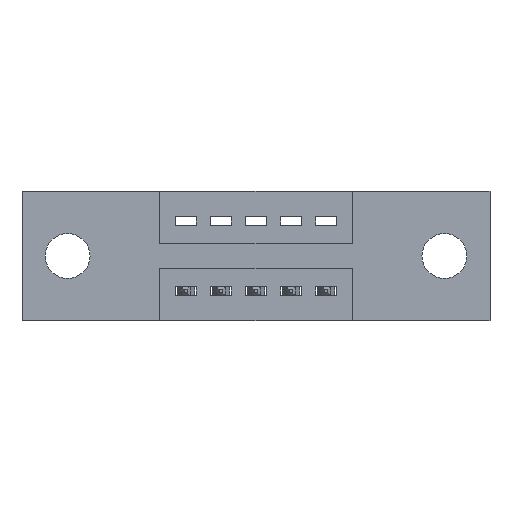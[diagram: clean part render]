
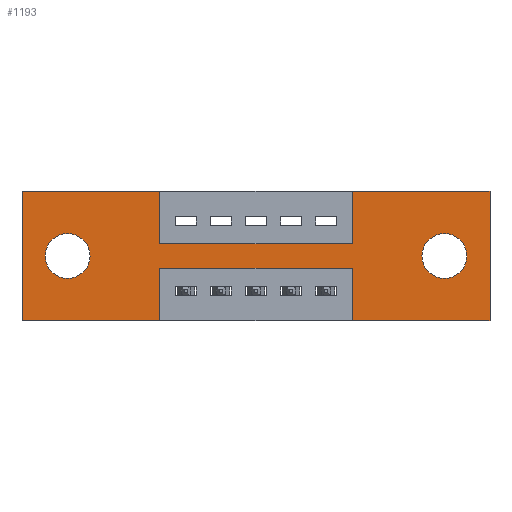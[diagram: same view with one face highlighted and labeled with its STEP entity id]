
A CAD part, front view. The second image highlights one B-rep face of the part: STEP entity #1193.
In plain terms, the highlighted planar face has unit normal (0, -1, 0).
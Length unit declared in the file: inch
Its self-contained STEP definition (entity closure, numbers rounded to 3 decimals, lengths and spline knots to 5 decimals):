
#168 = CARTESIAN_POINT ( 'NONE',  ( 1.335, 0., -0.37 ) ) ;
#214 = ORIENTED_EDGE ( 'NONE', *, *, #4609, .F. ) ;
#225 = CARTESIAN_POINT ( 'NONE',  ( 0.3925, 0., -0.22 ) ) ;
#233 = CARTESIAN_POINT ( 'NONE',  ( 0.13, 0., -0.121 ) ) ;
#304 = DIRECTION ( 'NONE',  ( 0., 0., -1. ) ) ;
#366 = CIRCLE ( 'NONE', #4462, 0.064 ) ;
#419 = CARTESIAN_POINT ( 'NONE',  ( 0.3925, 0., -0.37 ) ) ;
#453 = CARTESIAN_POINT ( 'NONE',  ( 0.13, 0., -0.185 ) ) ;
#511 = VECTOR ( 'NONE', #8364, 39.37008 ) ;
#513 = EDGE_CURVE ( 'NONE', #6008, #7836, #1724, .T. ) ;
#521 = VERTEX_POINT ( 'NONE', #8652 ) ;
#622 = ORIENTED_EDGE ( 'NONE', *, *, #7377, .F. ) ;
#922 = CARTESIAN_POINT ( 'NONE',  ( 1.205, 0., -0.249 ) ) ;
#1036 = CARTESIAN_POINT ( 'NONE',  ( 0., 0., -0.37 ) ) ;
#1089 = DIRECTION ( 'NONE',  ( 1., 0., 0. ) ) ;
#1193 = ADVANCED_FACE ( 'NONE', ( #2780, #6593, #4360 ), #4484, .T. ) ;
#1256 = VECTOR ( 'NONE', #7070, 39.37008 ) ;
#1259 = LINE ( 'NONE', #7284, #3165 ) ;
#1372 = VECTOR ( 'NONE', #5134, 39.37008 ) ;
#1444 = VERTEX_POINT ( 'NONE', #168 ) ;
#1494 = LINE ( 'NONE', #5507, #5096 ) ;
#1500 = EDGE_LOOP ( 'NONE', ( #214, #3415, #6380, #6365, #622, #4033, #3073, #7241, #8172, #1811, #2417, #6099 ) ) ;
#1521 = AXIS2_PLACEMENT_3D ( 'NONE', #2782, #3407, #3319 ) ;
#1570 = VERTEX_POINT ( 'NONE', #3991 ) ;
#1644 = CIRCLE ( 'NONE', #1521, 0.064 ) ;
#1676 = EDGE_LOOP ( 'NONE', ( #7981, #4393 ) ) ;
#1719 = VERTEX_POINT ( 'NONE', #8004 ) ;
#1724 = CIRCLE ( 'NONE', #7688, 0.064 ) ;
#1811 = ORIENTED_EDGE ( 'NONE', *, *, #8550, .F. ) ;
#1859 = CARTESIAN_POINT ( 'NONE',  ( 0.3925, 0., -0.15 ) ) ;
#1865 = DIRECTION ( 'NONE',  ( 0., 1., 0. ) ) ;
#1955 = VERTEX_POINT ( 'NONE', #922 ) ;
#1981 = DIRECTION ( 'NONE',  ( 0., 1., 0. ) ) ;
#1996 = EDGE_CURVE ( 'NONE', #1444, #1719, #4017, .T. ) ;
#2023 = EDGE_CURVE ( 'NONE', #3435, #4292, #7645, .T. ) ;
#2058 = CARTESIAN_POINT ( 'NONE',  ( 0.9425, 0., 0. ) ) ;
#2329 = DIRECTION ( 'NONE',  ( -1., 0., 0. ) ) ;
#2344 = CARTESIAN_POINT ( 'NONE',  ( 1.205, 0., -0.185 ) ) ;
#2363 = EDGE_CURVE ( 'NONE', #4292, #6330, #1259, .T. ) ;
#2417 = ORIENTED_EDGE ( 'NONE', *, *, #8157, .F. ) ;
#2424 = CARTESIAN_POINT ( 'NONE',  ( 0., 0., -0.37 ) ) ;
#2517 = DIRECTION ( 'NONE',  ( 0., 0., 1. ) ) ;
#2780 = FACE_BOUND ( 'NONE', #8419, .T. ) ;
#2782 = CARTESIAN_POINT ( 'NONE',  ( 0.13, 0., -0.185 ) ) ;
#3032 = VECTOR ( 'NONE', #2517, 39.37008 ) ;
#3073 = ORIENTED_EDGE ( 'NONE', *, *, #2023, .F. ) ;
#3092 = CARTESIAN_POINT ( 'NONE',  ( 0.3925, 0., 0. ) ) ;
#3158 = DIRECTION ( 'NONE',  ( 1., 0., 0. ) ) ;
#3165 = VECTOR ( 'NONE', #3158, 39.37008 ) ;
#3266 = LINE ( 'NONE', #6529, #6142 ) ;
#3269 = VERTEX_POINT ( 'NONE', #8218 ) ;
#3319 = DIRECTION ( 'NONE',  ( 0., 0., 1. ) ) ;
#3359 = LINE ( 'NONE', #6312, #6564 ) ;
#3407 = DIRECTION ( 'NONE',  ( 0., 1., 0. ) ) ;
#3415 = ORIENTED_EDGE ( 'NONE', *, *, #8613, .F. ) ;
#3435 = VERTEX_POINT ( 'NONE', #6075 ) ;
#3797 = CARTESIAN_POINT ( 'NONE',  ( 0.9425, 0., -0.37 ) ) ;
#3806 = CARTESIAN_POINT ( 'NONE',  ( 0.3925, 0., -0.15 ) ) ;
#3855 = VERTEX_POINT ( 'NONE', #5065 ) ;
#3991 = CARTESIAN_POINT ( 'NONE',  ( 0., 0., 0. ) ) ;
#4017 = LINE ( 'NONE', #1036, #4247 ) ;
#4025 = EDGE_CURVE ( 'NONE', #1719, #521, #6641, .T. ) ;
#4033 = ORIENTED_EDGE ( 'NONE', *, *, #2363, .F. ) ;
#4059 = CARTESIAN_POINT ( 'NONE',  ( 0.13, 0., -0.249 ) ) ;
#4113 = LINE ( 'NONE', #5625, #511 ) ;
#4229 = CIRCLE ( 'NONE', #7121, 0.064 ) ;
#4247 = VECTOR ( 'NONE', #2329, 39.37008 ) ;
#4292 = VERTEX_POINT ( 'NONE', #2058 ) ;
#4299 = VECTOR ( 'NONE', #5480, 39.37008 ) ;
#4360 = FACE_OUTER_BOUND ( 'NONE', #1500, .T. ) ;
#4393 = ORIENTED_EDGE ( 'NONE', *, *, #5299, .T. ) ;
#4441 = CARTESIAN_POINT ( 'NONE',  ( 1.335, 0., 0. ) ) ;
#4462 = AXIS2_PLACEMENT_3D ( 'NONE', #8662, #1981, #6706 ) ;
#4481 = DIRECTION ( 'NONE',  ( -1., 0., 0. ) ) ;
#4484 = PLANE ( 'NONE',  #5705 ) ;
#4609 = EDGE_CURVE ( 'NONE', #3269, #8318, #7159, .T. ) ;
#4626 = ORIENTED_EDGE ( 'NONE', *, *, #4713, .T. ) ;
#4713 = EDGE_CURVE ( 'NONE', #3855, #1955, #366, .T. ) ;
#4726 = CARTESIAN_POINT ( 'NONE',  ( 0.3925, 0., -0.37 ) ) ;
#5065 = CARTESIAN_POINT ( 'NONE',  ( 1.205, 0., -0.121 ) ) ;
#5096 = VECTOR ( 'NONE', #6899, 39.37008 ) ;
#5134 = DIRECTION ( 'NONE',  ( 0., 0., 1. ) ) ;
#5171 = DIRECTION ( 'NONE',  ( 0., -1., 0. ) ) ;
#5299 = EDGE_CURVE ( 'NONE', #7836, #6008, #1644, .T. ) ;
#5383 = VECTOR ( 'NONE', #6403, 39.37008 ) ;
#5480 = DIRECTION ( 'NONE',  ( 0., 0., -1. ) ) ;
#5507 = CARTESIAN_POINT ( 'NONE',  ( 1.335, 0., 0. ) ) ;
#5625 = CARTESIAN_POINT ( 'NONE',  ( 0., 0., 0. ) ) ;
#5697 = VERTEX_POINT ( 'NONE', #7478 ) ;
#5705 = AXIS2_PLACEMENT_3D ( 'NONE', #2424, #5171, #7894 ) ;
#5717 = DIRECTION ( 'NONE',  ( 0., 0., -1. ) ) ;
#5776 = CARTESIAN_POINT ( 'NONE',  ( 0., 0., 0. ) ) ;
#5863 = LINE ( 'NONE', #3806, #7842 ) ;
#6008 = VERTEX_POINT ( 'NONE', #233 ) ;
#6075 = CARTESIAN_POINT ( 'NONE',  ( 0.9425, 0., -0.15 ) ) ;
#6099 = ORIENTED_EDGE ( 'NONE', *, *, #8222, .F. ) ;
#6129 = VERTEX_POINT ( 'NONE', #3092 ) ;
#6142 = VECTOR ( 'NONE', #4481, 39.37008 ) ;
#6304 = EDGE_CURVE ( 'NONE', #7454, #3435, #5863, .T. ) ;
#6312 = CARTESIAN_POINT ( 'NONE',  ( 0.3925, 0., 0. ) ) ;
#6330 = VERTEX_POINT ( 'NONE', #4441 ) ;
#6365 = ORIENTED_EDGE ( 'NONE', *, *, #1996, .F. ) ;
#6380 = ORIENTED_EDGE ( 'NONE', *, *, #4025, .F. ) ;
#6403 = DIRECTION ( 'NONE',  ( -1., 0., 0. ) ) ;
#6430 = DIRECTION ( 'NONE',  ( 0., 1., 0. ) ) ;
#6447 = CARTESIAN_POINT ( 'NONE',  ( 0.9425, 0., 0. ) ) ;
#6529 = CARTESIAN_POINT ( 'NONE',  ( 0., 0., -0.37 ) ) ;
#6557 = DIRECTION ( 'NONE',  ( 0., 0., 1. ) ) ;
#6564 = VECTOR ( 'NONE', #304, 39.37008 ) ;
#6593 = FACE_BOUND ( 'NONE', #1676, .T. ) ;
#6641 = LINE ( 'NONE', #3797, #3032 ) ;
#6706 = DIRECTION ( 'NONE',  ( 0., 0., -1. ) ) ;
#6872 = LINE ( 'NONE', #225, #5383 ) ;
#6899 = DIRECTION ( 'NONE',  ( 0., 0., -1. ) ) ;
#6994 = LINE ( 'NONE', #5776, #1256 ) ;
#7070 = DIRECTION ( 'NONE',  ( 0., 0., 1. ) ) ;
#7121 = AXIS2_PLACEMENT_3D ( 'NONE', #2344, #6430, #5717 ) ;
#7159 = LINE ( 'NONE', #4726, #4299 ) ;
#7241 = ORIENTED_EDGE ( 'NONE', *, *, #6304, .F. ) ;
#7284 = CARTESIAN_POINT ( 'NONE',  ( 0., 0., 0. ) ) ;
#7377 = EDGE_CURVE ( 'NONE', #6330, #1444, #1494, .T. ) ;
#7454 = VERTEX_POINT ( 'NONE', #1859 ) ;
#7478 = CARTESIAN_POINT ( 'NONE',  ( 0., 0., -0.37 ) ) ;
#7645 = LINE ( 'NONE', #6447, #1372 ) ;
#7688 = AXIS2_PLACEMENT_3D ( 'NONE', #453, #1865, #6557 ) ;
#7836 = VERTEX_POINT ( 'NONE', #4059 ) ;
#7842 = VECTOR ( 'NONE', #1089, 39.37008 ) ;
#7894 = DIRECTION ( 'NONE',  ( 0., 0., -1. ) ) ;
#7981 = ORIENTED_EDGE ( 'NONE', *, *, #513, .T. ) ;
#8004 = CARTESIAN_POINT ( 'NONE',  ( 0.9425, 0., -0.37 ) ) ;
#8083 = ORIENTED_EDGE ( 'NONE', *, *, #8578, .T. ) ;
#8157 = EDGE_CURVE ( 'NONE', #5697, #1570, #6994, .T. ) ;
#8159 = EDGE_CURVE ( 'NONE', #6129, #7454, #3359, .T. ) ;
#8172 = ORIENTED_EDGE ( 'NONE', *, *, #8159, .F. ) ;
#8218 = CARTESIAN_POINT ( 'NONE',  ( 0.3925, 0., -0.22 ) ) ;
#8222 = EDGE_CURVE ( 'NONE', #8318, #5697, #3266, .T. ) ;
#8318 = VERTEX_POINT ( 'NONE', #419 ) ;
#8364 = DIRECTION ( 'NONE',  ( 1., 0., 0. ) ) ;
#8419 = EDGE_LOOP ( 'NONE', ( #4626, #8083 ) ) ;
#8550 = EDGE_CURVE ( 'NONE', #1570, #6129, #4113, .T. ) ;
#8578 = EDGE_CURVE ( 'NONE', #1955, #3855, #4229, .T. ) ;
#8613 = EDGE_CURVE ( 'NONE', #521, #3269, #6872, .T. ) ;
#8652 = CARTESIAN_POINT ( 'NONE',  ( 0.9425, 0., -0.22 ) ) ;
#8662 = CARTESIAN_POINT ( 'NONE',  ( 1.205, 0., -0.185 ) ) ;
